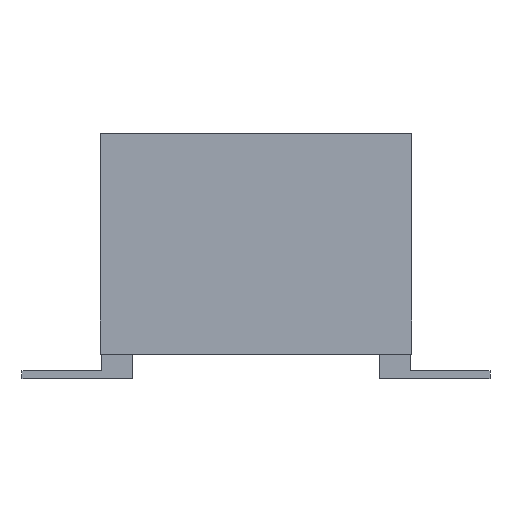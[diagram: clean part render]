
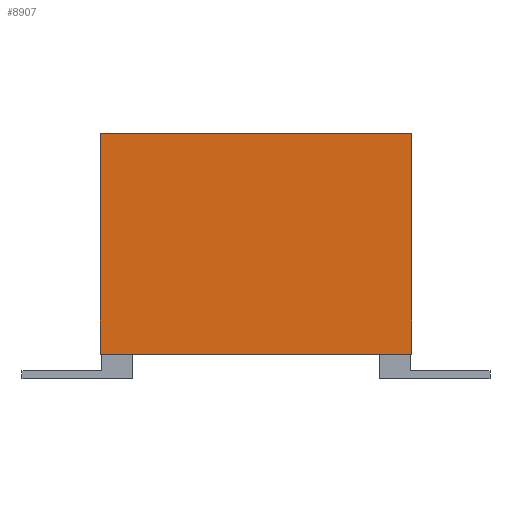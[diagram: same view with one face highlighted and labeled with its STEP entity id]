
A CAD part, front view. The second image highlights one B-rep face of the part: STEP entity #8907.
In plain terms, the highlighted planar face has unit normal (0, -1, 0).
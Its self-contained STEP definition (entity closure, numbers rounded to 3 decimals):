
#581=FACE_OUTER_BOUND('',#1027,.T.);
#1027=EDGE_LOOP('',(#7523,#7524,#7525,#7526));
#2357=LINE('',#13939,#3569);
#2358=LINE('',#13942,#3570);
#2359=LINE('',#13944,#3571);
#2360=LINE('',#13945,#3572);
#3569=VECTOR('',#11467,10.);
#3570=VECTOR('',#11470,10.);
#3571=VECTOR('',#11471,10.);
#3572=VECTOR('',#11472,10.);
#4379=VERTEX_POINT('',#13935);
#4380=VERTEX_POINT('',#13937);
#4381=VERTEX_POINT('',#13941);
#4382=VERTEX_POINT('',#13943);
#5589=EDGE_CURVE('',#4379,#4380,#2357,.T.);
#5590=EDGE_CURVE('',#4379,#4381,#2358,.T.);
#5591=EDGE_CURVE('',#4382,#4380,#2359,.T.);
#5592=EDGE_CURVE('',#4381,#4382,#2360,.T.);
#7523=ORIENTED_EDGE('',*,*,#5590,.F.);
#7524=ORIENTED_EDGE('',*,*,#5589,.T.);
#7525=ORIENTED_EDGE('',*,*,#5591,.F.);
#7526=ORIENTED_EDGE('',*,*,#5592,.F.);
#8461=PLANE('',#9368);
#8907=ADVANCED_FACE('',(#581),#8461,.T.);
#9368=AXIS2_PLACEMENT_3D('',#13940,#11468,#11469);
#11467=DIRECTION('',(0.,0.,-1.));
#11468=DIRECTION('center_axis',(0.,-1.,0.));
#11469=DIRECTION('ref_axis',(-1.,0.,0.));
#11470=DIRECTION('',(1.,0.,0.));
#11471=DIRECTION('',(-1.,0.,0.));
#11472=DIRECTION('',(0.,0.,-1.));
#13935=CARTESIAN_POINT('',(-2.54,-12.904,0.));
#13937=CARTESIAN_POINT('',(-2.54,-12.904,-3.6));
#13939=CARTESIAN_POINT('',(-2.54,-12.904,0.));
#13940=CARTESIAN_POINT('Origin',(2.54,-12.904,0.));
#13941=CARTESIAN_POINT('',(2.54,-12.904,0.));
#13942=CARTESIAN_POINT('',(-2.54,-12.904,0.));
#13943=CARTESIAN_POINT('',(2.54,-12.904,-3.6));
#13944=CARTESIAN_POINT('',(-2.54,-12.904,-3.6));
#13945=CARTESIAN_POINT('',(2.54,-12.904,0.));
